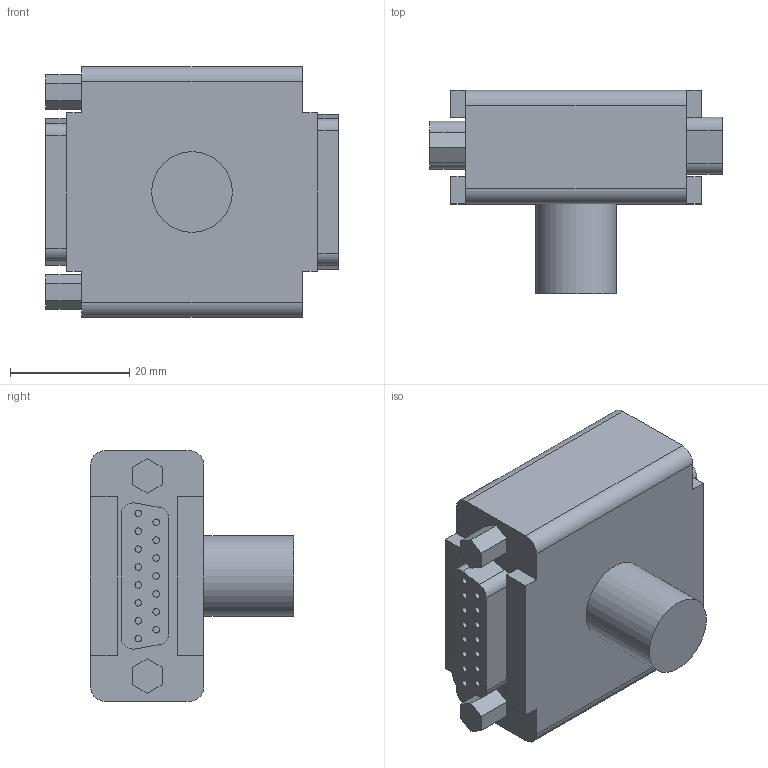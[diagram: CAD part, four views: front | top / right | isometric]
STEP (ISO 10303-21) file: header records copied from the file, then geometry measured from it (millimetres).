
FILE_DESCRIPTION((''),'2;1');
FILE_NAME('PM902384.stp','2011-07-15T07:33:45',('LEIB'),(''),'Autodesk Inventor 2009','Autodesk Inventor 2009','');
FILE_SCHEMA(('AUTOMOTIVE_DESIGN { 1 0 10303 214 1 1 1 1 }'));
Length unit declared in the file: millimetre
Products named in the file (1): PM902384
Bounding box: 49 x 34 x 42 mm (x, y, z)
Volume: 34296.6 mm3; surface area: 8991.9 mm2
Topology: 1 solids, 1 shells, 130 faces, 279 edges, 186 vertices
Faces by surface type: plane 83, cylinder 47
Full cylindrical faces by diameter (mm): 1 x15, 1.1 x15, 13.5 x1
Entity records: 3410 total; most frequent: DIRECTION 606, CARTESIAN_POINT 565, ORIENTED_EDGE 496, EDGE_CURVE 248, AXIS2_PLACEMENT_3D 227, EDGE_LOOP 196, VERTEX_POINT 186, VECTOR 152
